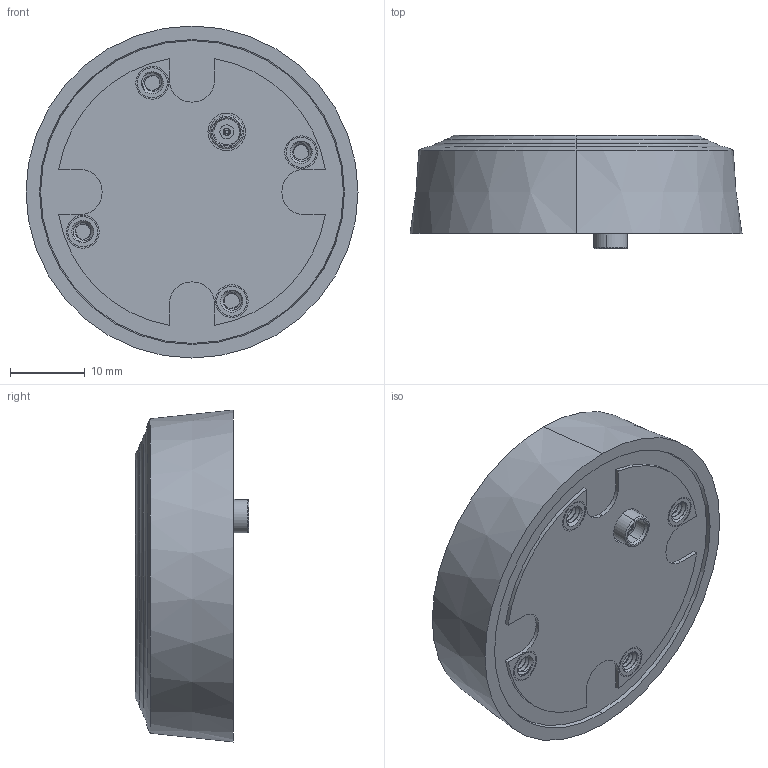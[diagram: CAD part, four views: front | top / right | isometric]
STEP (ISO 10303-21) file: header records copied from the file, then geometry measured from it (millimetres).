
FILE_DESCRIPTION (( 'STEP AP214' ), '1' );
FILE_NAME ('A.60.3A21_web.STEP', '2020-09-01T09:26:12', ( '' ), ( '' ), 'SwSTEP 2.0', 'SolidWorks 2018', '' );
FILE_SCHEMA (( 'AUTOMOTIVE_DESIGN' ));
Length unit declared in the file: millimetre
Products named in the file (1): A.60.3A21_web
Bounding box: 44.3 x 15.15 x 44.3 mm (x, y, z)
Surface area: 7049.7 mm2 (no closed solid volume)
Topology: 0 solids, 9 shells, 123 faces, 348 edges, 236 vertices
Faces by surface type: cylinder 66, plane 23, cone 18, torus 8, bspline 8
Entity records: 7902 total; most frequent: CARTESIAN_POINT 3656, ORIENTED_EDGE 590, DIRECTION 572, EDGE_CURVE 348, VERTEX_POINT 236, AXIS2_PLACEMENT_3D 228, EDGE_LOOP 137, UNCERTAINTY_MEASURE_WITH_UNIT 125
